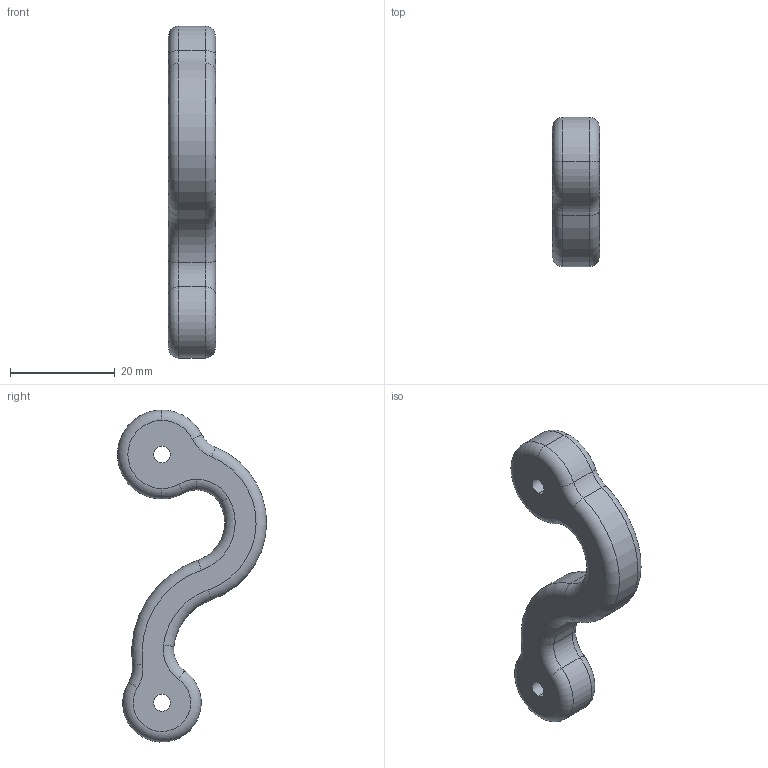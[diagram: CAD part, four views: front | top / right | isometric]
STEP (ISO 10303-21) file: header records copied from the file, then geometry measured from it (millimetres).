
FILE_DESCRIPTION (( 'STEP AP203' ), '1' );
FILE_NAME ('Leg_part_06_Default_sldprt.STEP', '2020-01-26T02:44:03', ( '' ), ( '' ), 'SwSTEP 2.0', 'SolidWorks 2019', '' );
FILE_SCHEMA (( 'CONFIG_CONTROL_DESIGN' ));
Length unit declared in the file: millimetre
Products named in the file (1): Leg_part_06_Default_sldprt
Bounding box: 9 x 28.49 x 63.42 mm (x, y, z)
Volume: 6178.9 mm3; surface area: 3290.4 mm2
Topology: 1 solids, 1 shells, 51 faces, 115 edges, 68 vertices
Faces by surface type: torus 26, cylinder 21, plane 4
Entity records: 1540 total; most frequent: DIRECTION 313, CARTESIAN_POINT 235, ORIENTED_EDGE 230, AXIS2_PLACEMENT_3D 146, EDGE_CURVE 115, CIRCLE 94, VERTEX_POINT 68, EDGE_LOOP 57
